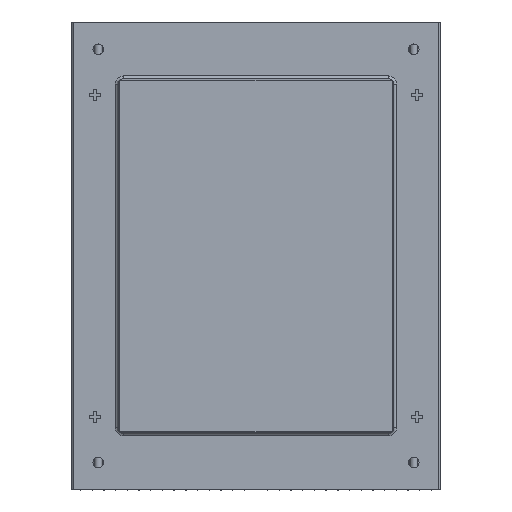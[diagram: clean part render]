
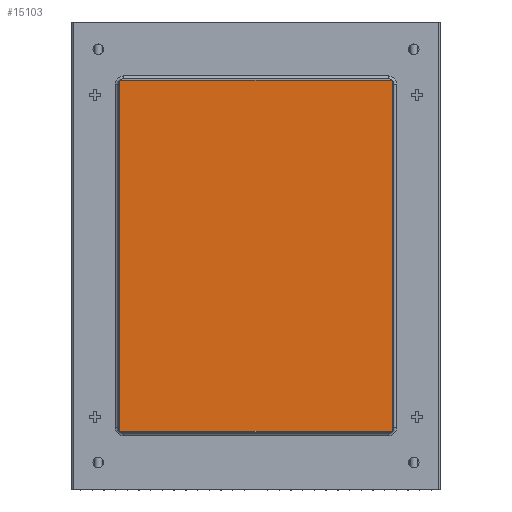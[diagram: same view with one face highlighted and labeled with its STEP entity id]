
A CAD part, top view. The second image highlights one B-rep face of the part: STEP entity #15103.
In plain terms, the highlighted planar face has unit normal (0, 0, 1).
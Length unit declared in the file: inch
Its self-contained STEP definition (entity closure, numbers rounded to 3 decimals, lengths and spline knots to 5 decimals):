
#2620 = EDGE_CURVE ( 'NONE', #21150, #19075, #3195, .T. ) ;
#2707 = LINE ( 'NONE', #5774, #11590 ) ;
#2848 = FACE_OUTER_BOUND ( 'NONE', #15096, .T. ) ;
#3195 = LINE ( 'NONE', #10259, #19924 ) ;
#4072 = PLANE ( 'NONE',  #11838 ) ;
#4075 = CARTESIAN_POINT ( 'NONE',  ( 7.49561, -7.30433, 5.9783 ) ) ;
#5379 = ORIENTED_EDGE ( 'NONE', *, *, #10289, .F. ) ;
#5474 = CARTESIAN_POINT ( 'NONE',  ( 3.99561, -11.80433, 5.9783 ) ) ;
#5774 = CARTESIAN_POINT ( 'NONE',  ( 7.49561, -11.80433, 5.9783 ) ) ;
#5829 = DIRECTION ( 'NONE',  ( -1., 0., 0. ) ) ;
#6684 = VECTOR ( 'NONE', #11378, 39.37008 ) ;
#6995 = ORIENTED_EDGE ( 'NONE', *, *, #19079, .F. ) ;
#7779 = VECTOR ( 'NONE', #15839, 39.37008 ) ;
#9696 = EDGE_CURVE ( 'NONE', #14011, #16883, #13239, .T. ) ;
#10259 = CARTESIAN_POINT ( 'NONE',  ( 7.49561, -11.80433, 5.9783 ) ) ;
#10289 = EDGE_CURVE ( 'NONE', #19075, #14011, #16097, .T. ) ;
#11378 = DIRECTION ( 'NONE',  ( 0., 1., 0. ) ) ;
#11590 = VECTOR ( 'NONE', #17469, 39.37008 ) ;
#11838 = AXIS2_PLACEMENT_3D ( 'NONE', #20801, #15836, #5829 ) ;
#11923 = DIRECTION ( 'NONE',  ( -1., 0., 0. ) ) ;
#13239 = LINE ( 'NONE', #4075, #7779 ) ;
#14011 = VERTEX_POINT ( 'NONE', #15121 ) ;
#15096 = EDGE_LOOP ( 'NONE', ( #6995, #21382, #5379, #21190 ) ) ;
#15103 = ADVANCED_FACE ( 'NONE', ( #2848 ), #4072, .F. ) ;
#15121 = CARTESIAN_POINT ( 'NONE',  ( 3.99561, -7.30433, 5.9783 ) ) ;
#15836 = DIRECTION ( 'NONE',  ( 0., 0., -1. ) ) ;
#15839 = DIRECTION ( 'NONE',  ( 1., 0., 0. ) ) ;
#16097 = LINE ( 'NONE', #16390, #6684 ) ;
#16390 = CARTESIAN_POINT ( 'NONE',  ( 3.99561, -11.80433, 5.9783 ) ) ;
#16883 = VERTEX_POINT ( 'NONE', #19927 ) ;
#17469 = DIRECTION ( 'NONE',  ( 0., -1., 0. ) ) ;
#19075 = VERTEX_POINT ( 'NONE', #5474 ) ;
#19079 = EDGE_CURVE ( 'NONE', #16883, #21150, #2707, .T. ) ;
#19924 = VECTOR ( 'NONE', #11923, 39.37008 ) ;
#19927 = CARTESIAN_POINT ( 'NONE',  ( 7.49561, -7.30433, 5.9783 ) ) ;
#20801 = CARTESIAN_POINT ( 'NONE',  ( 7.49561, -11.80433, 5.9783 ) ) ;
#21150 = VERTEX_POINT ( 'NONE', #21448 ) ;
#21190 = ORIENTED_EDGE ( 'NONE', *, *, #2620, .F. ) ;
#21382 = ORIENTED_EDGE ( 'NONE', *, *, #9696, .F. ) ;
#21448 = CARTESIAN_POINT ( 'NONE',  ( 7.49561, -11.80433, 5.9783 ) ) ;
